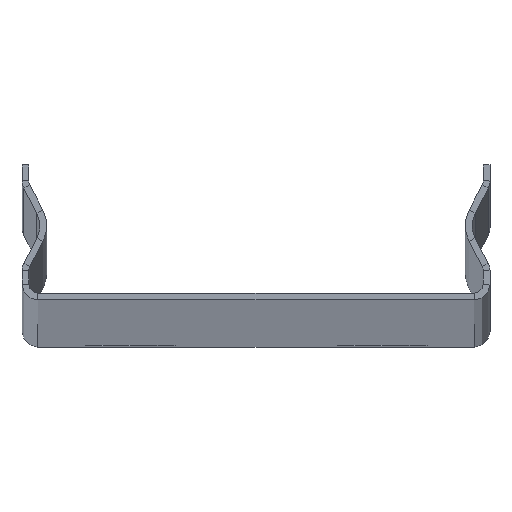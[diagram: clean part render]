
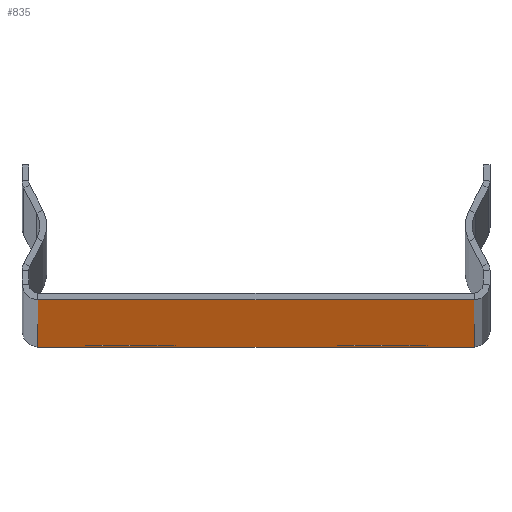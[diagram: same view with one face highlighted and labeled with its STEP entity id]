
A CAD part, top view. The second image highlights one B-rep face of the part: STEP entity #835.
In plain terms, the highlighted planar face has unit normal (0, -1, 0).
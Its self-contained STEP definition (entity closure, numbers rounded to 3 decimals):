
#53 = DIRECTION ( 'NONE',  ( 0., 0., -1. ) ) ;
#96 = VERTEX_POINT ( 'NONE', #1850 ) ;
#108 = AXIS2_PLACEMENT_3D ( 'NONE', #703, #1009, #1746 ) ;
#121 = CARTESIAN_POINT ( 'NONE',  ( 14., -0.75, 95. ) ) ;
#142 = ORIENTED_EDGE ( 'NONE', *, *, #220, .T. ) ;
#146 = VECTOR ( 'NONE', #53, 1000. ) ;
#159 = EDGE_CURVE ( 'NONE', #1114, #96, #909, .T. ) ;
#161 = VERTEX_POINT ( 'NONE', #226 ) ;
#191 = LINE ( 'NONE', #1898, #581 ) ;
#206 = CIRCLE ( 'NONE', #108, 5. ) ;
#220 = EDGE_CURVE ( 'NONE', #161, #96, #1272, .T. ) ;
#226 = CARTESIAN_POINT ( 'NONE',  ( -24.25, -0.75, 0. ) ) ;
#247 = CARTESIAN_POINT ( 'NONE',  ( 14., -0.75, 100. ) ) ;
#259 = EDGE_CURVE ( 'NONE', #349, #1471, #480, .T. ) ;
#312 = AXIS2_PLACEMENT_3D ( 'NONE', #1131, #1262, #799 ) ;
#343 = EDGE_LOOP ( 'NONE', ( #1680, #686 ) ) ;
#349 = VERTEX_POINT ( 'NONE', #1016 ) ;
#367 = EDGE_CURVE ( 'NONE', #1225, #161, #863, .T. ) ;
#381 = DIRECTION ( 'NONE',  ( 0., -1., 0. ) ) ;
#426 = DIRECTION ( 'NONE',  ( 0., 0., 1. ) ) ;
#480 = CIRCLE ( 'NONE', #1840, 5. ) ;
#504 = CARTESIAN_POINT ( 'NONE',  ( -24.25, -0.75, 3000. ) ) ;
#575 = ORIENTED_EDGE ( 'NONE', *, *, #1639, .F. ) ;
#581 = VECTOR ( 'NONE', #1436, 1000. ) ;
#686 = ORIENTED_EDGE ( 'NONE', *, *, #736, .F. ) ;
#690 = DIRECTION ( 'NONE',  ( 0., 0., -1. ) ) ;
#703 = CARTESIAN_POINT ( 'NONE',  ( -14., -0.75, 100. ) ) ;
#710 = ORIENTED_EDGE ( 'NONE', *, *, #367, .T. ) ;
#736 = EDGE_CURVE ( 'NONE', #1650, #896, #819, .T. ) ;
#774 = ORIENTED_EDGE ( 'NONE', *, *, #159, .F. ) ;
#795 = CARTESIAN_POINT ( 'NONE',  ( -14., -0.75, 95. ) ) ;
#799 = DIRECTION ( 'NONE',  ( 0., 0., -1. ) ) ;
#808 = CARTESIAN_POINT ( 'NONE',  ( -25.25, -0.75, 0. ) ) ;
#809 = PLANE ( 'NONE',  #1245 ) ;
#819 = CIRCLE ( 'NONE', #1817, 5. ) ;
#835 = ADVANCED_FACE ( 'NONE', ( #1520, #885, #1319 ), #809, .F. ) ;
#863 = LINE ( 'NONE', #1006, #1566 ) ;
#874 = VECTOR ( 'NONE', #1862, 1000. ) ;
#881 = EDGE_CURVE ( 'NONE', #1471, #349, #206, .T. ) ;
#885 = FACE_BOUND ( 'NONE', #1101, .T. ) ;
#896 = VERTEX_POINT ( 'NONE', #121 ) ;
#908 = ORIENTED_EDGE ( 'NONE', *, *, #881, .F. ) ;
#909 = LINE ( 'NONE', #1394, #146 ) ;
#967 = CARTESIAN_POINT ( 'NONE',  ( -25.25, -0.75, 3000. ) ) ;
#1003 = DIRECTION ( 'NONE',  ( 0., 1., 0. ) ) ;
#1006 = CARTESIAN_POINT ( 'NONE',  ( -24.25, -0.75, 3000. ) ) ;
#1009 = DIRECTION ( 'NONE',  ( 0., -1., 0. ) ) ;
#1016 = CARTESIAN_POINT ( 'NONE',  ( -14., -0.75, 105. ) ) ;
#1038 = CARTESIAN_POINT ( 'NONE',  ( 24.25, -0.75, 3000. ) ) ;
#1101 = EDGE_LOOP ( 'NONE', ( #908, #1811 ) ) ;
#1114 = VERTEX_POINT ( 'NONE', #1038 ) ;
#1131 = CARTESIAN_POINT ( 'NONE',  ( 14., -0.75, 100. ) ) ;
#1152 = CARTESIAN_POINT ( 'NONE',  ( 14., -0.75, 105. ) ) ;
#1225 = VERTEX_POINT ( 'NONE', #504 ) ;
#1245 = AXIS2_PLACEMENT_3D ( 'NONE', #967, #1003, #426 ) ;
#1262 = DIRECTION ( 'NONE',  ( 0., -1., 0. ) ) ;
#1272 = LINE ( 'NONE', #808, #874 ) ;
#1273 = DIRECTION ( 'NONE',  ( 0., -1., 0. ) ) ;
#1312 = CIRCLE ( 'NONE', #312, 5. ) ;
#1319 = FACE_OUTER_BOUND ( 'NONE', #1871, .T. ) ;
#1394 = CARTESIAN_POINT ( 'NONE',  ( 24.25, -0.75, 3000. ) ) ;
#1416 = DIRECTION ( 'NONE',  ( 0., 0., -1. ) ) ;
#1436 = DIRECTION ( 'NONE',  ( 1., 0., 0. ) ) ;
#1471 = VERTEX_POINT ( 'NONE', #795 ) ;
#1520 = FACE_BOUND ( 'NONE', #343, .T. ) ;
#1551 = EDGE_CURVE ( 'NONE', #896, #1650, #1312, .T. ) ;
#1566 = VECTOR ( 'NONE', #1612, 1000. ) ;
#1589 = CARTESIAN_POINT ( 'NONE',  ( -14., -0.75, 100. ) ) ;
#1612 = DIRECTION ( 'NONE',  ( 0., 0., -1. ) ) ;
#1639 = EDGE_CURVE ( 'NONE', #1225, #1114, #191, .T. ) ;
#1650 = VERTEX_POINT ( 'NONE', #1152 ) ;
#1680 = ORIENTED_EDGE ( 'NONE', *, *, #1551, .F. ) ;
#1746 = DIRECTION ( 'NONE',  ( 0., 0., -1. ) ) ;
#1811 = ORIENTED_EDGE ( 'NONE', *, *, #259, .F. ) ;
#1817 = AXIS2_PLACEMENT_3D ( 'NONE', #247, #1273, #1416 ) ;
#1840 = AXIS2_PLACEMENT_3D ( 'NONE', #1589, #381, #690 ) ;
#1850 = CARTESIAN_POINT ( 'NONE',  ( 24.25, -0.75, 0. ) ) ;
#1862 = DIRECTION ( 'NONE',  ( 1., 0., 0. ) ) ;
#1871 = EDGE_LOOP ( 'NONE', ( #142, #774, #575, #710 ) ) ;
#1898 = CARTESIAN_POINT ( 'NONE',  ( -25.25, -0.75, 3000. ) ) ;
